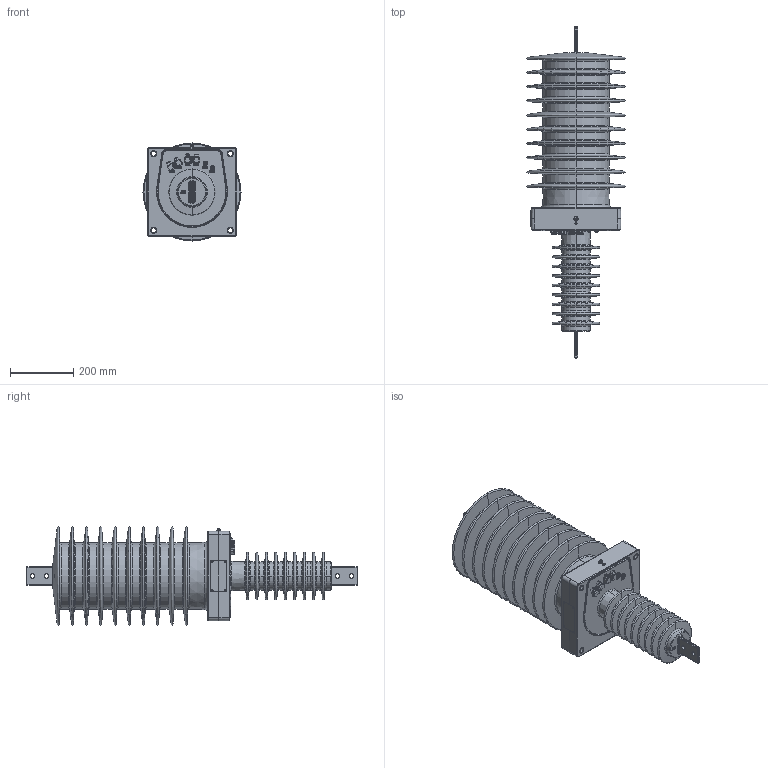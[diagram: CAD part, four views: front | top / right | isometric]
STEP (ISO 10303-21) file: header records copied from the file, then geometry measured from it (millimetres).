
FILE_DESCRIPTION (( 'STEP AP214' ), '1' );
FILE_NAME ('ﾒﾏﾋ-35 III-2.2.STEP', '2022-08-04T03:14:38', ( '' ), ( '' ), 'SwSTEP 2.0', 'SolidWorks 2010', '' );
FILE_SCHEMA (( 'AUTOMOTIVE_DESIGN' ));
Length unit declared in the file: millimetre
Products named in the file (1): ﾒﾏﾋ-35 III-2.2
Bounding box: 310 x 1050 x 310 mm (x, y, z)
Volume: 29855953.1 mm3; surface area: 1778618.2 mm2
Topology: 27 solids, 27 shells, 1541 faces, 3642 edges, 2174 vertices
Faces by surface type: cylinder 424, plane 366, bspline 266, cone 259, torus 170, sphere 56
Entity records: 68433 total; most frequent: CARTESIAN_POINT 17179, ORIENTED_EDGE 7212, DIRECTION 7140, EDGE_CURVE 3606, AXIS2_PLACEMENT_3D 2885, VERTEX_POINT 2174, EDGE_LOOP 1660, CIRCLE 1609
